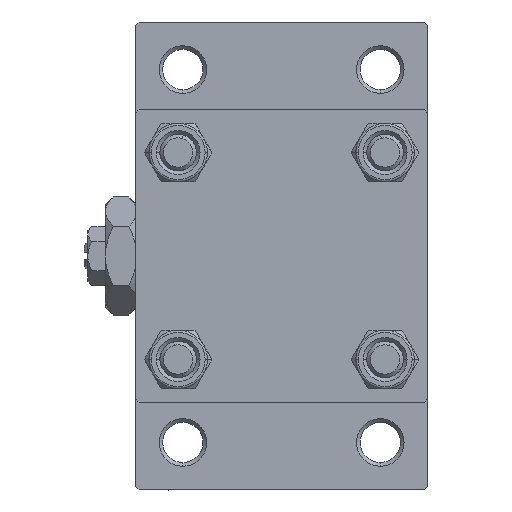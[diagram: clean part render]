
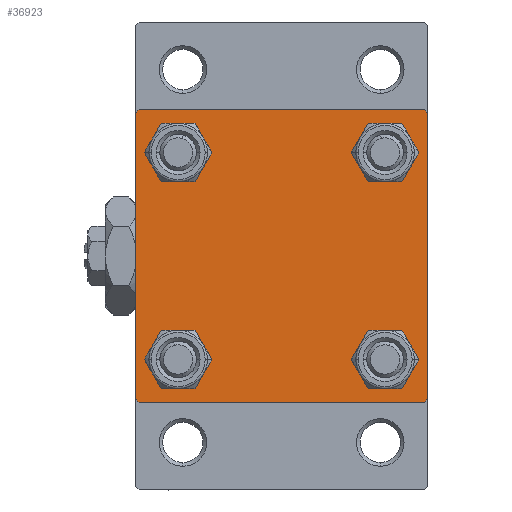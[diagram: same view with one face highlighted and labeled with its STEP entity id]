
A CAD part, left-side view. The second image highlights one B-rep face of the part: STEP entity #36923.
In plain terms, the highlighted planar face has unit normal (-1, 0, 0).
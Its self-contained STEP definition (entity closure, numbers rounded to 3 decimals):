
#325 = VECTOR ( 'NONE', #31503, 1000. ) ;
#714 = DIRECTION ( 'NONE',  ( 1., 0., 0. ) ) ;
#787 = EDGE_CURVE ( 'NONE', #18776, #44242, #35017, .T. ) ;
#879 = CARTESIAN_POINT ( 'NONE',  ( 0., 14.15, 14.15 ) ) ;
#1076 = CARTESIAN_POINT ( 'NONE',  ( 0., 14.15, 14.15 ) ) ;
#1089 = CARTESIAN_POINT ( 'NONE',  ( 0., -20., 20. ) ) ;
#1233 = EDGE_CURVE ( 'NONE', #18966, #15121, #22837, .T. ) ;
#1560 = CARTESIAN_POINT ( 'NONE',  ( 0., 19.75, 19.75 ) ) ;
#1651 = DIRECTION ( 'NONE',  ( 0., 0., 1. ) ) ;
#1697 = DIRECTION ( 'NONE',  ( 1., 0., 0. ) ) ;
#1702 = CARTESIAN_POINT ( 'NONE',  ( 0., 14.15, 11.15 ) ) ;
#1946 = AXIS2_PLACEMENT_3D ( 'NONE', #45080, #19334, #3478 ) ;
#2719 = CARTESIAN_POINT ( 'NONE',  ( 0., -19.5, 20. ) ) ;
#3325 = CARTESIAN_POINT ( 'NONE',  ( 0., 14.15, -11.15 ) ) ;
#3408 = DIRECTION ( 'NONE',  ( 0., 0.707, 0.707 ) ) ;
#3478 = DIRECTION ( 'NONE',  ( 0., 0., 1. ) ) ;
#4115 = ORIENTED_EDGE ( 'NONE', *, *, #14629, .T. ) ;
#4215 = FACE_BOUND ( 'NONE', #25384, .T. ) ;
#4692 = FACE_BOUND ( 'NONE', #25713, .T. ) ;
#5132 = VERTEX_POINT ( 'NONE', #5293 ) ;
#5293 = CARTESIAN_POINT ( 'NONE',  ( 0., -14.15, 11.15 ) ) ;
#5680 = VERTEX_POINT ( 'NONE', #11143 ) ;
#5876 = EDGE_CURVE ( 'NONE', #18776, #15121, #12248, .T. ) ;
#6132 = CARTESIAN_POINT ( 'NONE',  ( 0., -14.15, 14.15 ) ) ;
#6208 = CARTESIAN_POINT ( 'NONE',  ( 0., 14.15, -14.15 ) ) ;
#6723 = DIRECTION ( 'NONE',  ( 0., 0., -1. ) ) ;
#7075 = EDGE_CURVE ( 'NONE', #18703, #10856, #41678, .T. ) ;
#7778 = CIRCLE ( 'NONE', #35446, 3. ) ;
#8071 = VERTEX_POINT ( 'NONE', #34676 ) ;
#8228 = ORIENTED_EDGE ( 'NONE', *, *, #9194, .T. ) ;
#8496 = ORIENTED_EDGE ( 'NONE', *, *, #5876, .T. ) ;
#8651 = FACE_BOUND ( 'NONE', #41198, .T. ) ;
#8890 = DIRECTION ( 'NONE',  ( 0., 0., 1. ) ) ;
#9194 = EDGE_CURVE ( 'NONE', #26422, #18703, #19627, .T. ) ;
#9239 = DIRECTION ( 'NONE',  ( 0., 0., -1. ) ) ;
#9870 = ORIENTED_EDGE ( 'NONE', *, *, #7075, .T. ) ;
#10856 = VERTEX_POINT ( 'NONE', #25812 ) ;
#11143 = CARTESIAN_POINT ( 'NONE',  ( 0., 14.15, 17.15 ) ) ;
#11198 = DIRECTION ( 'NONE',  ( 0., -1., 0. ) ) ;
#12053 = CIRCLE ( 'NONE', #18376, 3. ) ;
#12248 = LINE ( 'NONE', #42705, #37082 ) ;
#12603 = FACE_BOUND ( 'NONE', #17278, .T. ) ;
#12612 = EDGE_CURVE ( 'NONE', #22577, #5680, #15136, .T. ) ;
#12823 = VECTOR ( 'NONE', #19474, 1000. ) ;
#13654 = ORIENTED_EDGE ( 'NONE', *, *, #787, .F. ) ;
#14012 = EDGE_CURVE ( 'NONE', #47195, #26422, #29272, .T. ) ;
#14304 = EDGE_CURVE ( 'NONE', #5132, #27753, #12053, .T. ) ;
#14629 = EDGE_CURVE ( 'NONE', #18966, #47195, #47110, .T. ) ;
#15121 = VERTEX_POINT ( 'NONE', #2719 ) ;
#15136 = CIRCLE ( 'NONE', #43622, 3. ) ;
#15602 = PLANE ( 'NONE',  #25805 ) ;
#15611 = EDGE_CURVE ( 'NONE', #34757, #35353, #38997, .T. ) ;
#16149 = CARTESIAN_POINT ( 'NONE',  ( 0., -19.75, -19.75 ) ) ;
#16178 = DIRECTION ( 'NONE',  ( 0., 0., 1. ) ) ;
#16788 = DIRECTION ( 'NONE',  ( 0., 0., 1. ) ) ;
#17278 = EDGE_LOOP ( 'NONE', ( #25567, #42018 ) ) ;
#17292 = VECTOR ( 'NONE', #34700, 1000. ) ;
#17340 = AXIS2_PLACEMENT_3D ( 'NONE', #6132, #1697, #16788 ) ;
#17826 = EDGE_CURVE ( 'NONE', #10856, #44242, #39412, .T. ) ;
#18376 = AXIS2_PLACEMENT_3D ( 'NONE', #45787, #714, #38126 ) ;
#18703 = VERTEX_POINT ( 'NONE', #28228 ) ;
#18776 = VERTEX_POINT ( 'NONE', #29920 ) ;
#18966 = VERTEX_POINT ( 'NONE', #47199 ) ;
#18971 = DIRECTION ( 'NONE',  ( 0., 0., 1. ) ) ;
#19036 = CARTESIAN_POINT ( 'NONE',  ( 0., -20., -19.5 ) ) ;
#19334 = DIRECTION ( 'NONE',  ( 1., 0., 0. ) ) ;
#19474 = DIRECTION ( 'NONE',  ( 0., 0.707, -0.707 ) ) ;
#19588 = CARTESIAN_POINT ( 'NONE',  ( 0., 20., 20. ) ) ;
#19627 = LINE ( 'NONE', #42651, #24554 ) ;
#20174 = ORIENTED_EDGE ( 'NONE', *, *, #17826, .T. ) ;
#20561 = CARTESIAN_POINT ( 'NONE',  ( 0., 20., 19.5 ) ) ;
#21559 = CARTESIAN_POINT ( 'NONE',  ( 0., -14.15, -14.15 ) ) ;
#22070 = CARTESIAN_POINT ( 'NONE',  ( 0., 20., 20. ) ) ;
#22577 = VERTEX_POINT ( 'NONE', #1702 ) ;
#22837 = LINE ( 'NONE', #19588, #17292 ) ;
#23122 = ORIENTED_EDGE ( 'NONE', *, *, #12612, .T. ) ;
#23355 = CARTESIAN_POINT ( 'NONE',  ( 0., 20., -20. ) ) ;
#23788 = EDGE_CURVE ( 'NONE', #8071, #38914, #32027, .T. ) ;
#24194 = DIRECTION ( 'NONE',  ( 1., 0., 0. ) ) ;
#24554 = VECTOR ( 'NONE', #41938, 1000. ) ;
#24892 = DIRECTION ( 'NONE',  ( 1., 0., 0. ) ) ;
#25373 = CARTESIAN_POINT ( 'NONE',  ( 0., 14.15, -14.15 ) ) ;
#25384 = EDGE_LOOP ( 'NONE', ( #41750, #46821 ) ) ;
#25567 = ORIENTED_EDGE ( 'NONE', *, *, #47391, .T. ) ;
#25713 = EDGE_LOOP ( 'NONE', ( #43737, #23122 ) ) ;
#25795 = ORIENTED_EDGE ( 'NONE', *, *, #14012, .T. ) ;
#25805 = AXIS2_PLACEMENT_3D ( 'NONE', #38873, #45820, #8890 ) ;
#25812 = CARTESIAN_POINT ( 'NONE',  ( 0., -19.5, -20. ) ) ;
#26422 = VERTEX_POINT ( 'NONE', #39458 ) ;
#27753 = VERTEX_POINT ( 'NONE', #33346 ) ;
#28228 = CARTESIAN_POINT ( 'NONE',  ( 0., 19.5, -20. ) ) ;
#29213 = ORIENTED_EDGE ( 'NONE', *, *, #23788, .T. ) ;
#29272 = LINE ( 'NONE', #22070, #34200 ) ;
#29920 = CARTESIAN_POINT ( 'NONE',  ( 0., -20., 19.5 ) ) ;
#30815 = DIRECTION ( 'NONE',  ( 1., 0., 0. ) ) ;
#31503 = DIRECTION ( 'NONE',  ( 0., -0.707, 0.707 ) ) ;
#32027 = CIRCLE ( 'NONE', #44668, 3. ) ;
#32454 = VECTOR ( 'NONE', #9239, 1000. ) ;
#32709 = EDGE_CURVE ( 'NONE', #38914, #8071, #41466, .T. ) ;
#33346 = CARTESIAN_POINT ( 'NONE',  ( 0., -14.15, 17.15 ) ) ;
#33862 = EDGE_LOOP ( 'NONE', ( #25795, #8228, #9870, #20174, #13654, #8496, #45559, #4115 ) ) ;
#33966 = CIRCLE ( 'NONE', #17340, 3. ) ;
#34200 = VECTOR ( 'NONE', #6723, 1000. ) ;
#34234 = CARTESIAN_POINT ( 'NONE',  ( 0., -14.15, -17.15 ) ) ;
#34676 = CARTESIAN_POINT ( 'NONE',  ( 0., -14.15, -11.15 ) ) ;
#34700 = DIRECTION ( 'NONE',  ( 0., -1., 0. ) ) ;
#34711 = AXIS2_PLACEMENT_3D ( 'NONE', #1076, #30815, #16178 ) ;
#34757 = VERTEX_POINT ( 'NONE', #44850 ) ;
#35017 = LINE ( 'NONE', #1089, #32454 ) ;
#35353 = VERTEX_POINT ( 'NONE', #3325 ) ;
#35440 = DIRECTION ( 'NONE',  ( 0., 0., 1. ) ) ;
#35446 = AXIS2_PLACEMENT_3D ( 'NONE', #25373, #24892, #39989 ) ;
#36923 = ADVANCED_FACE ( 'NONE', ( #12603, #8651, #4215, #4692, #41867 ), #15602, .T. ) ;
#37082 = VECTOR ( 'NONE', #3408, 1000. ) ;
#38049 = DIRECTION ( 'NONE',  ( 1., 0., 0. ) ) ;
#38126 = DIRECTION ( 'NONE',  ( 0., 0., 1. ) ) ;
#38873 = CARTESIAN_POINT ( 'NONE',  ( 0., 0., 0. ) ) ;
#38914 = VERTEX_POINT ( 'NONE', #34234 ) ;
#38997 = CIRCLE ( 'NONE', #39768, 3. ) ;
#39412 = LINE ( 'NONE', #16149, #325 ) ;
#39458 = CARTESIAN_POINT ( 'NONE',  ( 0., 20., -19.5 ) ) ;
#39768 = AXIS2_PLACEMENT_3D ( 'NONE', #6208, #43855, #35440 ) ;
#39989 = DIRECTION ( 'NONE',  ( 0., 0., 1. ) ) ;
#41198 = EDGE_LOOP ( 'NONE', ( #29213, #41631 ) ) ;
#41466 = CIRCLE ( 'NONE', #1946, 3. ) ;
#41493 = EDGE_CURVE ( 'NONE', #35353, #34757, #7778, .T. ) ;
#41631 = ORIENTED_EDGE ( 'NONE', *, *, #32709, .T. ) ;
#41678 = LINE ( 'NONE', #23355, #45001 ) ;
#41750 = ORIENTED_EDGE ( 'NONE', *, *, #41493, .T. ) ;
#41867 = FACE_OUTER_BOUND ( 'NONE', #33862, .T. ) ;
#41938 = DIRECTION ( 'NONE',  ( 0., -0.707, -0.707 ) ) ;
#42018 = ORIENTED_EDGE ( 'NONE', *, *, #14304, .T. ) ;
#42651 = CARTESIAN_POINT ( 'NONE',  ( 0., 19.75, -19.75 ) ) ;
#42705 = CARTESIAN_POINT ( 'NONE',  ( 0., -19.75, 19.75 ) ) ;
#43386 = CIRCLE ( 'NONE', #34711, 3. ) ;
#43622 = AXIS2_PLACEMENT_3D ( 'NONE', #879, #38049, #18971 ) ;
#43737 = ORIENTED_EDGE ( 'NONE', *, *, #46787, .T. ) ;
#43855 = DIRECTION ( 'NONE',  ( 1., 0., 0. ) ) ;
#44242 = VERTEX_POINT ( 'NONE', #19036 ) ;
#44668 = AXIS2_PLACEMENT_3D ( 'NONE', #21559, #24194, #1651 ) ;
#44850 = CARTESIAN_POINT ( 'NONE',  ( 0., 14.15, -17.15 ) ) ;
#45001 = VECTOR ( 'NONE', #11198, 1000. ) ;
#45080 = CARTESIAN_POINT ( 'NONE',  ( 0., -14.15, -14.15 ) ) ;
#45559 = ORIENTED_EDGE ( 'NONE', *, *, #1233, .F. ) ;
#45787 = CARTESIAN_POINT ( 'NONE',  ( 0., -14.15, 14.15 ) ) ;
#45820 = DIRECTION ( 'NONE',  ( -1., 0., 0. ) ) ;
#46787 = EDGE_CURVE ( 'NONE', #5680, #22577, #43386, .T. ) ;
#46821 = ORIENTED_EDGE ( 'NONE', *, *, #15611, .T. ) ;
#47110 = LINE ( 'NONE', #1560, #12823 ) ;
#47195 = VERTEX_POINT ( 'NONE', #20561 ) ;
#47199 = CARTESIAN_POINT ( 'NONE',  ( 0., 19.5, 20. ) ) ;
#47391 = EDGE_CURVE ( 'NONE', #27753, #5132, #33966, .T. ) ;
